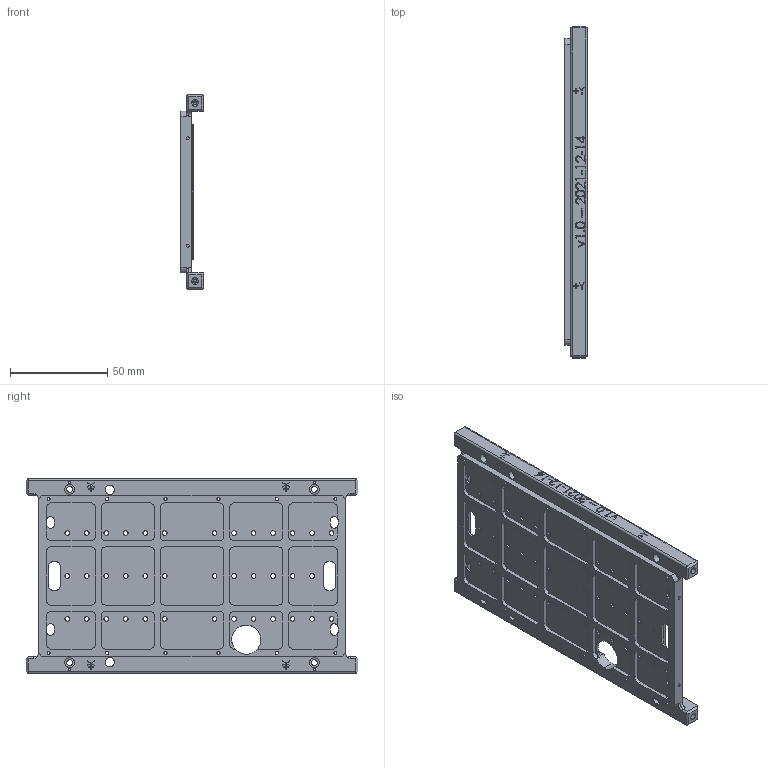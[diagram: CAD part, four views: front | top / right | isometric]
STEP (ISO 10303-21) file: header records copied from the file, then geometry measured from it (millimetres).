
FILE_DESCRIPTION (( 'STEP AP203' ), '1' );
FILE_NAME ('1.5U_+XFrame.STEP', '2022-01-09T18:43:57', ( '' ), ( '' ), 'SwSTEP 2.0', 'SolidWorks 2020', '' );
FILE_SCHEMA (( 'CONFIG_CONTROL_DESIGN' ));
Length unit declared in the file: millimetre
Products named in the file (1): 1.5U_+XFrame
Bounding box: 11.5 x 170.2 x 100 mm (x, y, z)
Volume: 45159 mm3; surface area: 48845.2 mm2
Topology: 1 solids, 1 shells, 1071 faces, 2911 edges, 1874 vertices
Faces by surface type: plane 587, cylinder 339, bspline 80, cone 49, torus 16
Entity records: 42354 total; most frequent: CARTESIAN_POINT 15285, ORIENTED_EDGE 5822, DIRECTION 5288, EDGE_CURVE 2911, VERTEX_POINT 1874, VECTOR 1850, LINE 1850, AXIS2_PLACEMENT_3D 1719
